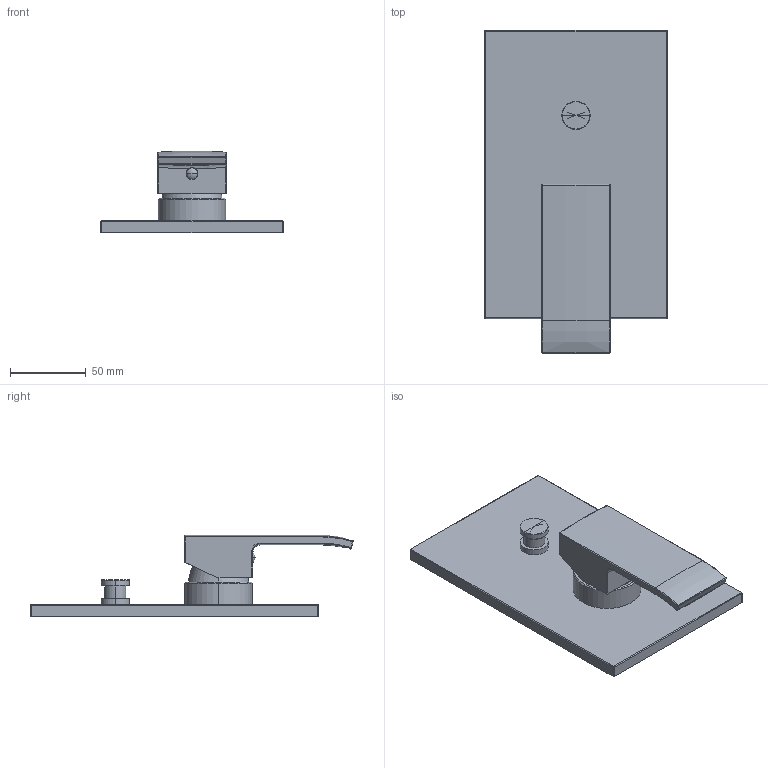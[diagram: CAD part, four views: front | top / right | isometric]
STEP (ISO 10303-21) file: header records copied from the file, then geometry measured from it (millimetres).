
FILE_DESCRIPTION((''),'2;1');
FILE_NAME('EL015CR','2021-01-13T16:10:48',('ut3'),('PAFFONI SpA'),'CREO PARAMETRIC BY PTC INC, 2020044','CREO PARAMETRIC BY PTC INC, 2020044','');
FILE_SCHEMA(('CONFIG_CONTROL_DESIGN','SHAPE_APPEARANCE_LAYERS_GROUPS'));
Length unit declared in the file: millimetre
Products named in the file (1): EL015CR
Bounding box: 120 x 213.03 x 54.01 mm (x, y, z)
Volume: 256590.9 mm3; surface area: 73281.7 mm2
Topology: 1 solids, 1 shells, 158 faces, 362 edges, 212 vertices
Faces by surface type: cylinder 64, plane 44, sphere 16, bspline 13, torus 11, cone 10
Entity records: 6540 total; most frequent: CARTESIAN_POINT 1878, DIRECTION 743, ORIENTED_EDGE 716, EDGE_CURVE 358, AXIS2_PLACEMENT_3D 292, VERTEX_POINT 212, EDGE_LOOP 168, VECTOR 159
